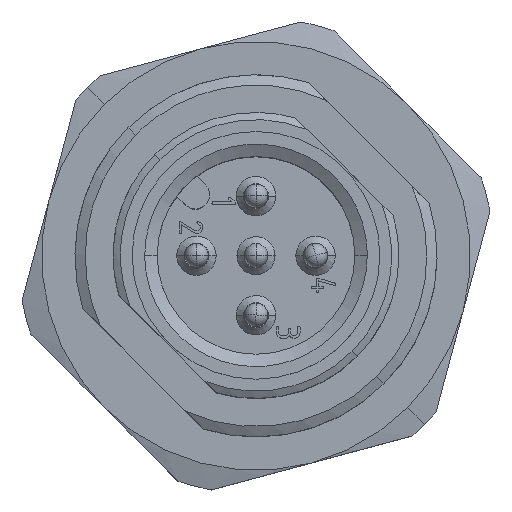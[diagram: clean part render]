
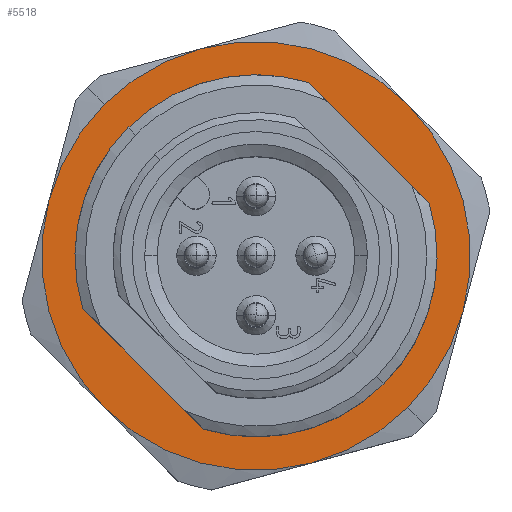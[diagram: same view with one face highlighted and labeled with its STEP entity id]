
A CAD part, top view. The second image highlights one B-rep face of the part: STEP entity #5518.
In plain terms, the highlighted planar face has unit normal (0, 0, 1).
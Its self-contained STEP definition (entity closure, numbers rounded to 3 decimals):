
#5257=AXIS2_PLACEMENT_3D('Circle Axis2P3D',#5255,#5256,$) ;
#5274=AXIS2_PLACEMENT_3D('Circle Axis2P3D',#5272,#5273,$) ;
#5291=AXIS2_PLACEMENT_3D('Circle Axis2P3D',#5289,#5290,$) ;
#5315=AXIS2_PLACEMENT_3D('Circle Axis2P3D',#5313,#5314,$) ;
#5332=AXIS2_PLACEMENT_3D('Circle Axis2P3D',#5330,#5331,$) ;
#5349=AXIS2_PLACEMENT_3D('Circle Axis2P3D',#5347,#5348,$) ;
#5366=AXIS2_PLACEMENT_3D('Circle Axis2P3D',#5364,#5365,$) ;
#5383=AXIS2_PLACEMENT_3D('Circle Axis2P3D',#5381,#5382,$) ;
#5420=AXIS2_PLACEMENT_3D('Plane Axis2P3D',#5417,#5418,#5419) ;
#4795=CARTESIAN_POINT('Vertex',(7.492,18.515,65.5)) ;
#4857=CARTESIAN_POINT('Vertex',(16.185,16.185,65.5)) ;
#4919=CARTESIAN_POINT('Vertex',(18.515,7.492,65.5)) ;
#5005=CARTESIAN_POINT('Vertex',(12.151,1.128,65.5)) ;
#5067=CARTESIAN_POINT('Vertex',(3.458,3.458,65.5)) ;
#5129=CARTESIAN_POINT('Vertex',(1.128,12.151,65.5)) ;
#5252=CARTESIAN_POINT('Vertex',(3.458,16.185,65.5)) ;
#5255=CARTESIAN_POINT('Axis2P3D Location',(9.821,9.821,65.5)) ;
#5272=CARTESIAN_POINT('Axis2P3D Location',(9.821,9.821,65.5)) ;
#5289=CARTESIAN_POINT('Axis2P3D Location',(9.821,9.821,65.5)) ;
#5310=CARTESIAN_POINT('Vertex',(16.185,3.458,65.5)) ;
#5313=CARTESIAN_POINT('Axis2P3D Location',(9.821,9.821,65.5)) ;
#5330=CARTESIAN_POINT('Axis2P3D Location',(9.821,9.821,65.5)) ;
#5347=CARTESIAN_POINT('Axis2P3D Location',(9.821,9.821,65.5)) ;
#5364=CARTESIAN_POINT('Axis2P3D Location',(9.821,9.821,65.5)) ;
#5381=CARTESIAN_POINT('Axis2P3D Location',(9.821,9.821,65.5)) ;
#5417=CARTESIAN_POINT('Axis2P3D Location',(9.821,9.821,65.5)) ;
#5432=CARTESIAN_POINT('Line Origine',(5.084,5.084,65.5)) ;
#5436=CARTESIAN_POINT('Vertex',(2.547,7.621,65.5)) ;
#5438=CARTESIAN_POINT('Vertex',(7.621,2.547,65.5)) ;
#5442=CARTESIAN_POINT('Control Point',(2.547,7.621,65.5)) ;
#5443=CARTESIAN_POINT('Control Point',(2.312,8.396,65.5)) ;
#5444=CARTESIAN_POINT('Control Point',(2.181,9.203,65.5)) ;
#5445=CARTESIAN_POINT('Control Point',(2.159,10.023,65.5)) ;
#5446=CARTESIAN_POINT('Control Point',(2.333,11.649,65.5)) ;
#5447=CARTESIAN_POINT('Control Point',(2.927,13.172,65.5)) ;
#5448=CARTESIAN_POINT('Control Point',(3.325,13.889,65.5)) ;
#5449=CARTESIAN_POINT('Control Point',(3.825,14.561,65.5)) ;
#5450=CARTESIAN_POINT('Control Point',(4.406,15.154,65.5)) ;
#5451=CARTESIAN_POINT('Control Point',(4.42,15.168,65.5)) ;
#5452=CARTESIAN_POINT('Control Point',(4.434,15.182,65.5)) ;
#5453=CARTESIAN_POINT('Control Point',(4.447,15.196,65.5)) ;
#5454=CARTESIAN_POINT('Vertex',(4.447,15.196,65.5)) ;
#5458=CARTESIAN_POINT('Control Point',(4.447,15.196,65.5)) ;
#5459=CARTESIAN_POINT('Control Point',(5.007,15.755,65.5)) ;
#5460=CARTESIAN_POINT('Control Point',(5.638,16.241,65.5)) ;
#5461=CARTESIAN_POINT('Control Point',(6.33,16.642,65.5)) ;
#5462=CARTESIAN_POINT('Control Point',(7.821,17.263,65.5)) ;
#5463=CARTESIAN_POINT('Control Point',(9.421,17.476,65.5)) ;
#5464=CARTESIAN_POINT('Control Point',(10.242,17.475,65.5)) ;
#5465=CARTESIAN_POINT('Control Point',(11.091,17.36,65.5)) ;
#5466=CARTESIAN_POINT('Control Point',(11.909,17.129,65.5)) ;
#5467=CARTESIAN_POINT('Control Point',(11.947,17.118,65.5)) ;
#5468=CARTESIAN_POINT('Control Point',(11.985,17.107,65.5)) ;
#5469=CARTESIAN_POINT('Control Point',(12.022,17.096,65.5)) ;
#5470=CARTESIAN_POINT('Vertex',(12.022,17.096,65.5)) ;
#5473=CARTESIAN_POINT('Line Origine',(14.559,14.559,65.5)) ;
#5477=CARTESIAN_POINT('Vertex',(17.096,12.022,65.5)) ;
#5481=CARTESIAN_POINT('Control Point',(17.096,12.022,65.5)) ;
#5482=CARTESIAN_POINT('Control Point',(17.331,11.247,65.5)) ;
#5483=CARTESIAN_POINT('Control Point',(17.462,10.44,65.5)) ;
#5484=CARTESIAN_POINT('Control Point',(17.484,9.62,65.5)) ;
#5485=CARTESIAN_POINT('Control Point',(17.31,7.994,65.5)) ;
#5486=CARTESIAN_POINT('Control Point',(16.716,6.471,65.5)) ;
#5487=CARTESIAN_POINT('Control Point',(16.318,5.754,65.5)) ;
#5488=CARTESIAN_POINT('Control Point',(15.818,5.082,65.5)) ;
#5489=CARTESIAN_POINT('Control Point',(15.237,4.489,65.5)) ;
#5490=CARTESIAN_POINT('Control Point',(15.223,4.475,65.5)) ;
#5491=CARTESIAN_POINT('Control Point',(15.209,4.461,65.5)) ;
#5492=CARTESIAN_POINT('Control Point',(15.196,4.447,65.5)) ;
#5493=CARTESIAN_POINT('Vertex',(15.196,4.447,65.5)) ;
#5497=CARTESIAN_POINT('Control Point',(15.196,4.447,65.5)) ;
#5498=CARTESIAN_POINT('Control Point',(14.636,3.888,65.5)) ;
#5499=CARTESIAN_POINT('Control Point',(14.005,3.402,65.5)) ;
#5500=CARTESIAN_POINT('Control Point',(13.313,3.001,65.5)) ;
#5501=CARTESIAN_POINT('Control Point',(11.822,2.38,65.5)) ;
#5502=CARTESIAN_POINT('Control Point',(10.222,2.167,65.5)) ;
#5503=CARTESIAN_POINT('Control Point',(9.401,2.168,65.5)) ;
#5504=CARTESIAN_POINT('Control Point',(8.552,2.283,65.5)) ;
#5505=CARTESIAN_POINT('Control Point',(7.734,2.514,65.5)) ;
#5506=CARTESIAN_POINT('Control Point',(7.696,2.525,65.5)) ;
#5507=CARTESIAN_POINT('Control Point',(7.658,2.536,65.5)) ;
#5508=CARTESIAN_POINT('Control Point',(7.621,2.547,65.5)) ;
#5256=DIRECTION('Axis2P3D Direction',(0.,0.,-1.)) ;
#5273=DIRECTION('Axis2P3D Direction',(0.,0.,-1.)) ;
#5290=DIRECTION('Axis2P3D Direction',(0.,0.,-1.)) ;
#5314=DIRECTION('Axis2P3D Direction',(0.,0.,-1.)) ;
#5331=DIRECTION('Axis2P3D Direction',(0.,0.,-1.)) ;
#5348=DIRECTION('Axis2P3D Direction',(0.,0.,-1.)) ;
#5365=DIRECTION('Axis2P3D Direction',(0.,0.,-1.)) ;
#5382=DIRECTION('Axis2P3D Direction',(0.,0.,-1.)) ;
#5418=DIRECTION('Axis2P3D Direction',(0.,0.,1.)) ;
#5419=DIRECTION('Axis2P3D XDirection',(-0.707,0.707,0.)) ;
#5433=DIRECTION('Vector Direction',(0.707,-0.707,0.)) ;
#5474=DIRECTION('Vector Direction',(-0.707,0.707,0.)) ;
#5434=VECTOR('Line Direction',#5433,1.) ;
#5475=VECTOR('Line Direction',#5474,1.) ;
#5423=ORIENTED_EDGE('',*,*,#5276,.T.) ;
#5424=ORIENTED_EDGE('',*,*,#5259,.T.) ;
#5425=ORIENTED_EDGE('',*,*,#5385,.T.) ;
#5426=ORIENTED_EDGE('',*,*,#5368,.T.) ;
#5427=ORIENTED_EDGE('',*,*,#5351,.T.) ;
#5428=ORIENTED_EDGE('',*,*,#5334,.T.) ;
#5429=ORIENTED_EDGE('',*,*,#5317,.T.) ;
#5430=ORIENTED_EDGE('',*,*,#5293,.T.) ;
#5511=ORIENTED_EDGE('',*,*,#5440,.F.) ;
#5512=ORIENTED_EDGE('',*,*,#5456,.T.) ;
#5513=ORIENTED_EDGE('',*,*,#5472,.T.) ;
#5514=ORIENTED_EDGE('',*,*,#5479,.F.) ;
#5515=ORIENTED_EDGE('',*,*,#5495,.T.) ;
#5516=ORIENTED_EDGE('',*,*,#5509,.T.) ;
#5517=FACE_BOUND('',#5510,.T.) ;
#5518=ADVANCED_FACE('MANIFOLD_SOLID_BREP #95',(#5431,#5517),#5421,.T.) ;
#5441=B_SPLINE_CURVE_WITH_KNOTS('',5,(#5442,#5443,#5444,#5445,#5446,#5447,#5448,#5449,#5450,#5451,#5452,#5453),.UNSPECIFIED.,.F.,.U.,(6,3,3,6),(0.,5.73,11.46,11.599),.UNSPECIFIED.) ;
#5457=B_SPLINE_CURVE_WITH_KNOTS('',5,(#5458,#5459,#5460,#5461,#5462,#5463,#5464,#5465,#5466,#5467,#5468,#5469),.UNSPECIFIED.,.F.,.U.,(6,3,3,6),(11.599,17.19,22.919,23.198),.UNSPECIFIED.) ;
#5480=B_SPLINE_CURVE_WITH_KNOTS('',5,(#5481,#5482,#5483,#5484,#5485,#5486,#5487,#5488,#5489,#5490,#5491,#5492),.UNSPECIFIED.,.F.,.U.,(6,3,3,6),(0.,5.73,11.46,11.599),.UNSPECIFIED.) ;
#5496=B_SPLINE_CURVE_WITH_KNOTS('',5,(#5497,#5498,#5499,#5500,#5501,#5502,#5503,#5504,#5505,#5506,#5507,#5508),.UNSPECIFIED.,.F.,.U.,(6,3,3,6),(11.599,17.19,22.919,23.198),.UNSPECIFIED.) ;
#5258=CIRCLE('generated circle',#5257,9.) ;
#5275=CIRCLE('generated circle',#5274,9.) ;
#5292=CIRCLE('generated circle',#5291,9.) ;
#5316=CIRCLE('generated circle',#5315,9.) ;
#5333=CIRCLE('generated circle',#5332,9.) ;
#5350=CIRCLE('generated circle',#5349,9.) ;
#5367=CIRCLE('generated circle',#5366,9.) ;
#5384=CIRCLE('generated circle',#5383,9.) ;
#5259=EDGE_CURVE('',#4796,#5253,#5258,.F.) ;
#5276=EDGE_CURVE('',#4858,#4796,#5275,.F.) ;
#5293=EDGE_CURVE('',#4920,#4858,#5292,.F.) ;
#5317=EDGE_CURVE('',#5311,#4920,#5316,.F.) ;
#5334=EDGE_CURVE('',#5006,#5311,#5333,.F.) ;
#5351=EDGE_CURVE('',#5068,#5006,#5350,.F.) ;
#5368=EDGE_CURVE('',#5130,#5068,#5367,.F.) ;
#5385=EDGE_CURVE('',#5253,#5130,#5384,.F.) ;
#5440=EDGE_CURVE('',#5437,#5439,#5435,.T.) ;
#5456=EDGE_CURVE('',#5437,#5455,#5441,.T.) ;
#5472=EDGE_CURVE('',#5455,#5471,#5457,.T.) ;
#5479=EDGE_CURVE('',#5478,#5471,#5476,.T.) ;
#5495=EDGE_CURVE('',#5478,#5494,#5480,.T.) ;
#5509=EDGE_CURVE('',#5494,#5439,#5496,.T.) ;
#5422=EDGE_LOOP('',(#5423,#5424,#5425,#5426,#5427,#5428,#5429,#5430)) ;
#5510=EDGE_LOOP('',(#5511,#5512,#5513,#5514,#5515,#5516)) ;
#5431=FACE_OUTER_BOUND('',#5422,.T.) ;
#5435=LINE('Line',#5432,#5434) ;
#5476=LINE('Line',#5473,#5475) ;
#5421=PLANE('',#5420) ;
#4796=VERTEX_POINT('',#4795) ;
#4858=VERTEX_POINT('',#4857) ;
#4920=VERTEX_POINT('',#4919) ;
#5006=VERTEX_POINT('',#5005) ;
#5068=VERTEX_POINT('',#5067) ;
#5130=VERTEX_POINT('',#5129) ;
#5253=VERTEX_POINT('',#5252) ;
#5311=VERTEX_POINT('',#5310) ;
#5437=VERTEX_POINT('',#5436) ;
#5439=VERTEX_POINT('',#5438) ;
#5455=VERTEX_POINT('',#5454) ;
#5471=VERTEX_POINT('',#5470) ;
#5478=VERTEX_POINT('',#5477) ;
#5494=VERTEX_POINT('',#5493) ;
